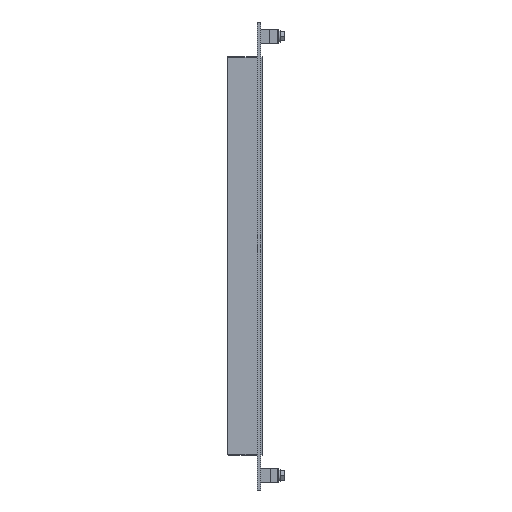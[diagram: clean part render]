
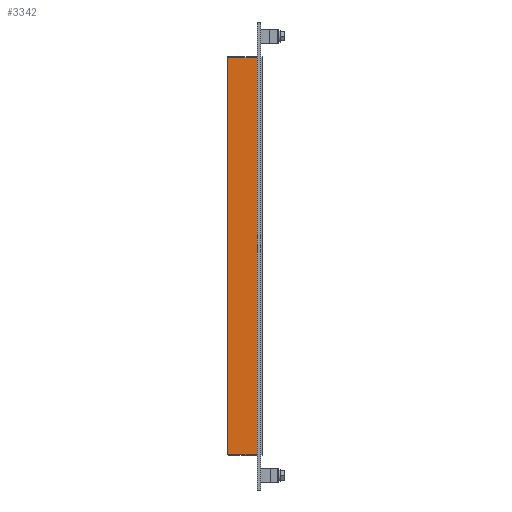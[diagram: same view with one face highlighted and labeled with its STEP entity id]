
A CAD part, left-side view. The second image highlights one B-rep face of the part: STEP entity #3342.
In plain terms, the highlighted planar face has unit normal (-1, 0, 0).
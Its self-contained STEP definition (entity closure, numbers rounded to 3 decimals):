
#1349=CARTESIAN_POINT('',(-327.25,57.0,-343.0));
#1350=VERTEX_POINT('',#1349);
#1359=CARTESIAN_POINT('',(-327.25,57.0,343.));
#1360=VERTEX_POINT('',#1359);
#1361=CARTESIAN_POINT('',(-327.25,57.0,-343.0));
#1362=DIRECTION('',(0.0,0.0,1.0));
#1363=VECTOR('',#1362,686.);
#1364=LINE('',#1361,#1363);
#1365=EDGE_CURVE('',#1350,#1360,#1364,.T.);
#2827=CARTESIAN_POINT('',(-327.25,6.,343.));
#2828=VERTEX_POINT('',#2827);
#2838=CARTESIAN_POINT('',(-327.25,6.,-343.0));
#2839=VERTEX_POINT('',#2838);
#2840=CARTESIAN_POINT('',(-327.25,6.,-343.0));
#2841=DIRECTION('',(0.0,0.0,1.0));
#2842=VECTOR('',#2841,686.);
#2843=LINE('',#2840,#2842);
#2844=EDGE_CURVE('',#2839,#2828,#2843,.T.);
#3275=CARTESIAN_POINT('',(-327.25,6.,-343.0));
#3276=DIRECTION('',(0.0,1.0,0.0));
#3277=VECTOR('',#3276,51.0);
#3278=LINE('',#3275,#3277);
#3279=EDGE_CURVE('',#2839,#1350,#3278,.T.);
#3326=CARTESIAN_POINT('',(-327.25,0.0,-345.0));
#3327=DIRECTION('',(-1.0,0.0,0.0));
#3328=DIRECTION('',(0.0,0.0,1.0));
#3329=AXIS2_PLACEMENT_3D('',#3326,#3327,#3328);
#3330=PLANE('',#3329);
#3331=ORIENTED_EDGE('',*,*,#2844,.T.);
#3332=CARTESIAN_POINT('',(-327.25,57.0,343.));
#3333=DIRECTION('',(0.0,-1.0,0.0));
#3334=VECTOR('',#3333,51.0);
#3335=LINE('',#3332,#3334);
#3336=EDGE_CURVE('',#1360,#2828,#3335,.T.);
#3337=ORIENTED_EDGE('',*,*,#3336,.F.);
#3338=ORIENTED_EDGE('',*,*,#1365,.F.);
#3339=ORIENTED_EDGE('',*,*,#3279,.F.);
#3340=EDGE_LOOP('',(#3331,#3337,#3338,#3339));
#3341=FACE_OUTER_BOUND('',#3340,.T.);
#3342=ADVANCED_FACE('',(#3341),#3330,.T.);
